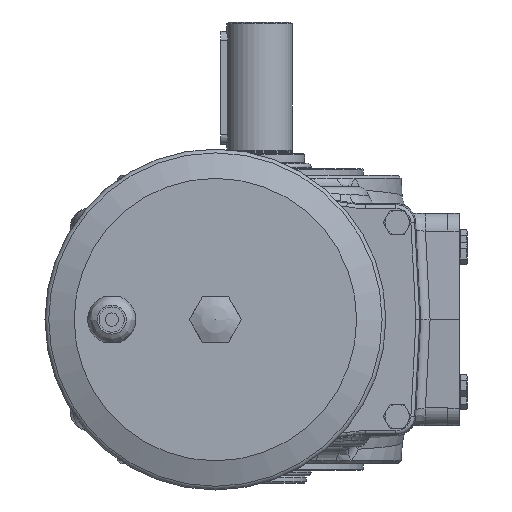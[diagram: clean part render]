
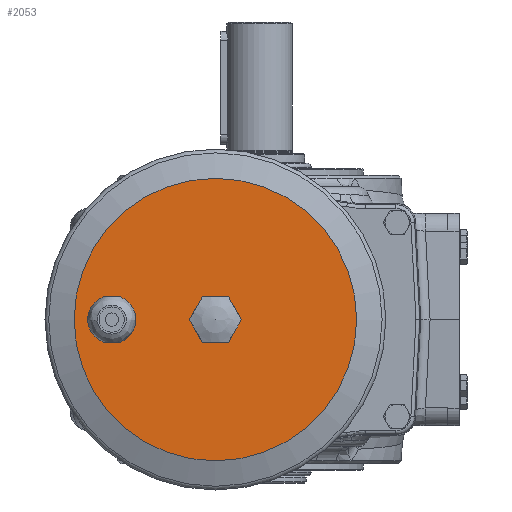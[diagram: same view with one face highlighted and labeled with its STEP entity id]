
A CAD part, left-side view. The second image highlights one B-rep face of the part: STEP entity #2053.
In plain terms, the highlighted planar face has unit normal (-1, 0, 0).
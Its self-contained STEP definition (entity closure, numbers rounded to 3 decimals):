
#2053 = ADVANCED_FACE( '', ( #4678, #4679, #4680 ), #4681, .T. );
#4678 = FACE_BOUND( '', #14918, .T. );
#4679 = FACE_OUTER_BOUND( '', #14919, .T. );
#4680 = FACE_BOUND( '', #14920, .T. );
#4681 = PLANE( '', #14921 );
#14918 = EDGE_LOOP( '', ( #24083, #24084, #24085, #24086 ) );
#14919 = EDGE_LOOP( '', ( #24087 ) );
#14920 = EDGE_LOOP( '', ( #24088, #24089, #24090, #24091, #24092, #24093 ) );
#14921 = AXIS2_PLACEMENT_3D( '', #24094, #24095, #24096 );
#24083 = ORIENTED_EDGE( '', *, *, #28928, .F. );
#24084 = ORIENTED_EDGE( '', *, *, #28929, .F. );
#24085 = ORIENTED_EDGE( '', *, *, #28930, .F. );
#24086 = ORIENTED_EDGE( '', *, *, #28931, .T. );
#24087 = ORIENTED_EDGE( '', *, *, #28543, .T. );
#24088 = ORIENTED_EDGE( '', *, *, #27105, .T. );
#24089 = ORIENTED_EDGE( '', *, *, #27910, .T. );
#24090 = ORIENTED_EDGE( '', *, *, #28932, .T. );
#24091 = ORIENTED_EDGE( '', *, *, #27117, .T. );
#24092 = ORIENTED_EDGE( '', *, *, #28184, .T. );
#24093 = ORIENTED_EDGE( '', *, *, #28933, .T. );
#24094 = CARTESIAN_POINT( '', ( -623.9, 98.4, 0. ) );
#24095 = DIRECTION( '', ( -1., 0., 0. ) );
#24096 = DIRECTION( '', ( 0., 1., 0. ) );
#27105 = EDGE_CURVE( '', #30037, #30041, #30043, .T. );
#27117 = EDGE_CURVE( '', #30057, #30061, #30063, .T. );
#27910 = EDGE_CURVE( '', #30041, #31358, #31360, .T. );
#28184 = EDGE_CURVE( '', #30061, #31755, #31757, .T. );
#28543 = EDGE_CURVE( '', #32251, #32251, #32252, .T. );
#28928 = EDGE_CURVE( '', #32771, #32772, #32773, .T. );
#28929 = EDGE_CURVE( '', #32774, #32771, #32775, .T. );
#28930 = EDGE_CURVE( '', #32776, #32774, #32777, .T. );
#28931 = EDGE_CURVE( '', #32776, #32772, #32778, .T. );
#28932 = EDGE_CURVE( '', #31358, #30057, #32779, .T. );
#28933 = EDGE_CURVE( '', #31755, #30037, #32780, .T. );
#30037 = VERTEX_POINT( '', #34644 );
#30041 = VERTEX_POINT( '', #34649 );
#30043 = LINE( '', #34652, #34653 );
#30057 = VERTEX_POINT( '', #34672 );
#30061 = VERTEX_POINT( '', #34677 );
#30063 = LINE( '', #34680, #34681 );
#31358 = VERTEX_POINT( '', #37519 );
#31360 = LINE( '', #37522, #37523 );
#31755 = VERTEX_POINT( '', #38348 );
#31757 = LINE( '', #38351, #38352 );
#32251 = VERTEX_POINT( '', #39560 );
#32252 = CIRCLE( '', #39561, 75. );
#32771 = VERTEX_POINT( '', #40904 );
#32772 = VERTEX_POINT( '', #40905 );
#32773 = CIRCLE( '', #40906, 12.8 );
#32774 = VERTEX_POINT( '', #40907 );
#32775 = LINE( '', #40908, #40909 );
#32776 = VERTEX_POINT( '', #40910 );
#32777 = CIRCLE( '', #40911, 12.8 );
#32778 = LINE( '', #40912, #40913 );
#32779 = LINE( '', #40914, #40915 );
#32780 = LINE( '', #40916, #40917 );
#34644 = CARTESIAN_POINT( '', ( -623.9, 16.472, 12. ) );
#34649 = CARTESIAN_POINT( '', ( -623.9, 9.544, 0. ) );
#34652 = CARTESIAN_POINT( '', ( -623.9, 16.472, 12. ) );
#34653 = VECTOR( '', #42454, 1000. );
#34672 = CARTESIAN_POINT( '', ( -623.9, 30.328, -12. ) );
#34677 = CARTESIAN_POINT( '', ( -623.9, 37.256, 0. ) );
#34680 = CARTESIAN_POINT( '', ( -623.9, 30.328, -12. ) );
#34681 = VECTOR( '', #42468, 1000. );
#37519 = CARTESIAN_POINT( '', ( -623.9, 16.472, -12. ) );
#37522 = CARTESIAN_POINT( '', ( -623.9, 9.544, 0. ) );
#37523 = VECTOR( '', #43429, 1000. );
#38348 = CARTESIAN_POINT( '', ( -623.9, 30.328, 12. ) );
#38351 = CARTESIAN_POINT( '', ( -623.9, 37.256, 0. ) );
#38352 = VECTOR( '', #43752, 1000. );
#39560 = CARTESIAN_POINT( '', ( -623.9, 98.4, 0. ) );
#39561 = AXIS2_PLACEMENT_3D( '', #44116, #44117, #44118 );
#40904 = CARTESIAN_POINT( '', ( -623.9, 73.946, -12. ) );
#40905 = CARTESIAN_POINT( '', ( -623.9, 73.946, 12. ) );
#40906 = AXIS2_PLACEMENT_3D( '', #44557, #44558, #44559 );
#40907 = CARTESIAN_POINT( '', ( -623.9, 82.854, -12. ) );
#40908 = CARTESIAN_POINT( '', ( -623.9, 82.854, -12. ) );
#40909 = VECTOR( '', #44560, 1000. );
#40910 = CARTESIAN_POINT( '', ( -623.9, 82.854, 12. ) );
#40911 = AXIS2_PLACEMENT_3D( '', #44561, #44562, #44563 );
#40912 = CARTESIAN_POINT( '', ( -623.9, 82.854, 12. ) );
#40913 = VECTOR( '', #44564, 1000. );
#40914 = CARTESIAN_POINT( '', ( -623.9, 16.472, -12. ) );
#40915 = VECTOR( '', #44565, 1000. );
#40916 = CARTESIAN_POINT( '', ( -623.9, 30.328, 12. ) );
#40917 = VECTOR( '', #44566, 1000. );
#42454 = DIRECTION( '', ( 0., -0.5, -0.866 ) );
#42468 = DIRECTION( '', ( 0., 0.5, 0.866 ) );
#43429 = DIRECTION( '', ( 0., 0.5, -0.866 ) );
#43752 = DIRECTION( '', ( 0., -0.5, 0.866 ) );
#44116 = CARTESIAN_POINT( '', ( -623.9, 23.4, 0. ) );
#44117 = DIRECTION( '', ( -1., 0., 0. ) );
#44118 = DIRECTION( '', ( 0., 1., 0. ) );
#44557 = CARTESIAN_POINT( '', ( -623.9, 78.4, 0. ) );
#44558 = DIRECTION( '', ( -1., 0., 0. ) );
#44559 = DIRECTION( '', ( 0., 1., 0. ) );
#44560 = DIRECTION( '', ( 0., -1., 0. ) );
#44561 = CARTESIAN_POINT( '', ( -623.9, 78.4, 0. ) );
#44562 = DIRECTION( '', ( -1., 0., 0. ) );
#44563 = DIRECTION( '', ( 0., 1., 0. ) );
#44564 = DIRECTION( '', ( 0., -1., 0. ) );
#44565 = DIRECTION( '', ( 0., 1., 0. ) );
#44566 = DIRECTION( '', ( 0., -1., 0. ) );
